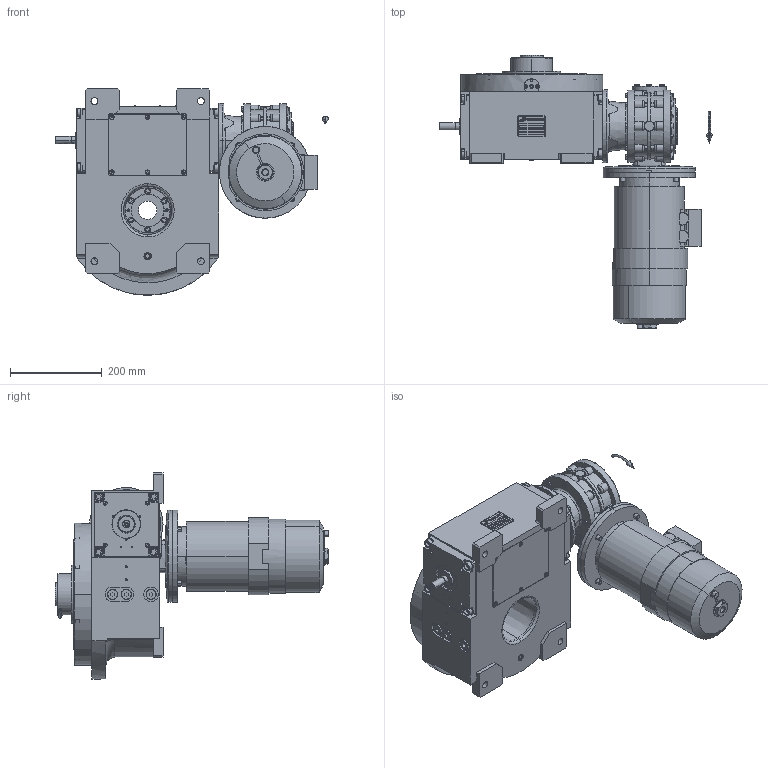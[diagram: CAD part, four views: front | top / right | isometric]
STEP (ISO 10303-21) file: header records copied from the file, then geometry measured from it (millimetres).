
FILE_DESCRIPTION (( 'STEP AP203' ), '1' );
FILE_NAME ('PC5201573.step', '2025-10-15T04:54:27', ( '' ), ( '' ), 'SwSTEP 2.0', 'SolidWorks 2020', '' );
FILE_SCHEMA (( 'CONFIG_CONTROL_DESIGN' ));
Length unit declared in the file: millimetre
Products named in the file (87): cfn2070_05_009; 900_38_30_003; AS_rig09_002_s_003; CFN2356_03_053.stp; cfn2115_02_160; cfn2003_01_054; AS_rig09_071_10_m; cfn2077_01_036; cfn2128_19_002; cfn2000_01_161; PC5201573; cfn2000_01_126; olio_agip_blasia_150; cfn2107_01_001; cfn2155_01_095; cfn2104_01_005; cfn2151_01_170; CFN2223_02_003.stp; cfn2276_01_056; cfn2476_01_002_60x46; CFN2010_01_020.stp; CFN2203_02_002.stp; cfn2000_01_081; rig09_001_a; AS_cfn2476_01_002_60x46; RIG09_005_ASM.stp; cfn2000_01_099; CFN2104_02_018.stp; rig09_007_master; rig09_002_s_003; cfn2151_01_167; cfn2205_01_015; RIG09_005_AF0.stp; AS_rig09_004; AS_rig09_016; rig09_004; rig09_071_10_m.stp; cfn2151_01_115; rig09_016; BA80B5 ...
Assembly tree (75 placements, depth 5):
  CFN2356_03_053.stp
  cfn2077_01_036
  PC5201573
    rig09_001_a
    AS_cfn2476_01_002_60x46
      cfn2476_01_002_60x46
      cfn2107_01_001
      cfn2107_01_001
    AS_rig09_071_10_m
      rig09_071_10_m.stp
        RIG09_005_ASM.stp
          RIG09_005_AF0.stp
          RIG09_021_AF0.stp
          CFN2000_01_185.stp
          CFN2000_01_185.stp
          CFN2104_02_018.stp
        CFN2155_01_195.stp
        CFN2010_02_002.stp
      rig09_003_10
      cfn2000_01_099
      cfn2000_01_099
      cfn2000_01_099
      cfn2000_01_099
      cfn2000_01_099
      cfn2000_01_099
      cfn2000_01_099
      cfn2000_01_099
      cfn2104_01_018  x2
    AS_rig09_014
      rig09_014
      cfn2000_01_126
      cfn2000_01_126
      cfn2000_01_126
      cfn2000_01_126
      cfn2000_01_126
      cfn2000_01_126
      cfn2104_01_005
      cfn2155_01_196
      cfn2104_01_005
    AS_rig09_004
      rig09_004
      cfn2000_01_081
      cfn2155_01_095
      cfn2070_05_009
      cfn2000_01_081
      cfn2000_01_081
      cfn2000_01_081
    AS_rig09_004
      rig09_004
      cfn2000_01_081
      cfn2155_01_095
      cfn2070_05_009
      cfn2000_01_081
      cfn2000_01_081
      cfn2000_01_081
    AS_rig09_002_s_003
      rig09_002_s_003
      cfn2115_02_160
    cfn2128_04_002  x3
    cfn2128_19_002
Bounding box: 594.5 x 596.38 x 450 mm (x, y, z)
Volume: 13521258.8 mm3; surface area: 1900387.1 mm2
Topology: 66 solids, 66 shells, 3746 faces, 9436 edges, 6014 vertices
Faces by surface type: plane 1784, cylinder 1116, cone 574, torus 258, bspline 10, sphere 4
Entity records: 139335 total; most frequent: CARTESIAN_POINT 42109, ORIENTED_EDGE 18476, DIRECTION 18287, EDGE_CURVE 9238, AXIS2_PLACEMENT_3D 6718, VERTEX_POINT 5951, LINE 4851, VECTOR 4851
